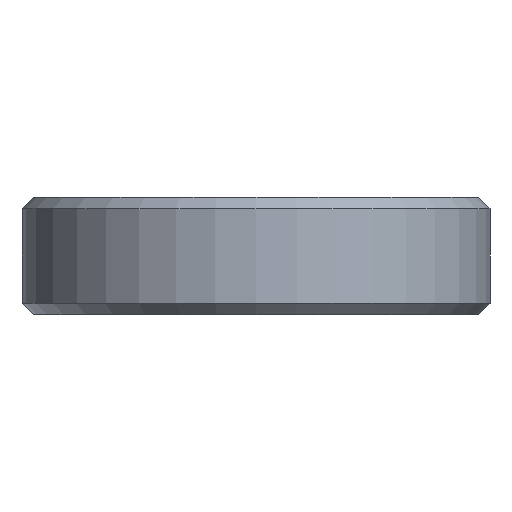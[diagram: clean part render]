
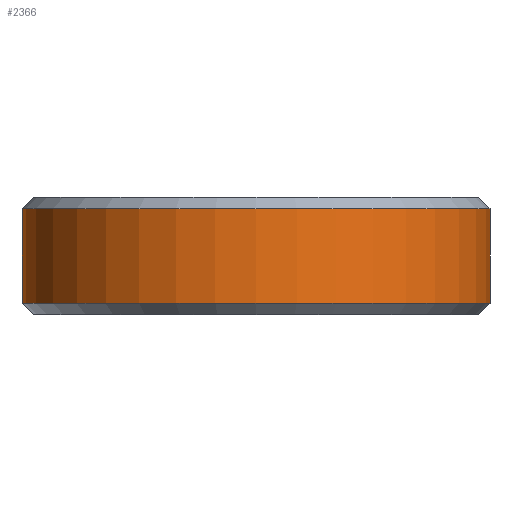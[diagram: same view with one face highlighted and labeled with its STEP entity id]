
A CAD part, left-side view. The second image highlights one B-rep face of the part: STEP entity #2366.
In plain terms, the highlighted cylindrical face has radius 6.25 mm (diameter 12.5 mm), a partial arc.
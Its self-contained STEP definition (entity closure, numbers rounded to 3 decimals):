
#382 = CONICAL_SURFACE('',#383,6.25,0.785);
#383 = AXIS2_PLACEMENT_3D('',#384,#385,#386);
#384 = CARTESIAN_POINT('',(0.,0.,0.3));
#385 = DIRECTION('',(0.,0.,1.));
#386 = DIRECTION('',(0.,1.,0.));
#1271 = VERTEX_POINT('',#1272);
#1272 = CARTESIAN_POINT('',(0.,-6.25,0.3));
#1307 = PLANE('',#1308);
#1308 = AXIS2_PLACEMENT_3D('',#1309,#1310,#1311);
#1309 = CARTESIAN_POINT('',(137.5,-6.25,0.));
#1310 = DIRECTION('',(0.,-1.,0.));
#1311 = DIRECTION('',(-1.,0.,0.));
#1325 = VERTEX_POINT('',#1326);
#1326 = CARTESIAN_POINT('',(0.,6.25,0.3));
#1346 = EDGE_CURVE('',#1325,#1271,#1347,.T.);
#1347 = SURFACE_CURVE('',#1348,(#1353,#1360),.PCURVE_S1.);
#1348 = CIRCLE('',#1349,6.25);
#1349 = AXIS2_PLACEMENT_3D('',#1350,#1351,#1352);
#1350 = CARTESIAN_POINT('',(0.,0.,0.3));
#1351 = DIRECTION('',(0.,-0.,1.));
#1352 = DIRECTION('',(0.,1.,0.));
#1353 = PCURVE('',#382,#1354);
#1354 = DEFINITIONAL_REPRESENTATION('',(#1355),#1359);
#1355 = LINE('',#1356,#1357);
#1356 = CARTESIAN_POINT('',(0.,-0.));
#1357 = VECTOR('',#1358,1.);
#1358 = DIRECTION('',(1.,-0.));
#1359 = ( GEOMETRIC_REPRESENTATION_CONTEXT(2) 
PARAMETRIC_REPRESENTATION_CONTEXT() REPRESENTATION_CONTEXT('2D SPACE',''
  ) );
#1360 = PCURVE('',#1361,#1366);
#1361 = CYLINDRICAL_SURFACE('',#1362,6.25);
#1362 = AXIS2_PLACEMENT_3D('',#1363,#1364,#1365);
#1363 = CARTESIAN_POINT('',(0.,0.,0.));
#1364 = DIRECTION('',(-0.,-0.,-1.));
#1365 = DIRECTION('',(1.,0.,0.));
#1366 = DEFINITIONAL_REPRESENTATION('',(#1367),#1371);
#1367 = LINE('',#1368,#1369);
#1368 = CARTESIAN_POINT('',(-1.571,-0.3));
#1369 = VECTOR('',#1370,1.);
#1370 = DIRECTION('',(-1.,0.));
#1371 = ( GEOMETRIC_REPRESENTATION_CONTEXT(2) 
PARAMETRIC_REPRESENTATION_CONTEXT() REPRESENTATION_CONTEXT('2D SPACE',''
  ) );
#1393 = PLANE('',#1394);
#1394 = AXIS2_PLACEMENT_3D('',#1395,#1396,#1397);
#1395 = CARTESIAN_POINT('',(137.5,6.25,0.));
#1396 = DIRECTION('',(0.,-1.,0.));
#1397 = DIRECTION('',(-1.,0.,0.));
#2318 = VERTEX_POINT('',#2319);
#2319 = CARTESIAN_POINT('',(0.,-6.25,2.825));
#2345 = EDGE_CURVE('',#1271,#2318,#2346,.T.);
#2346 = SURFACE_CURVE('',#2347,(#2351,#2358),.PCURVE_S1.);
#2347 = LINE('',#2348,#2349);
#2348 = CARTESIAN_POINT('',(0.,-6.25,0.));
#2349 = VECTOR('',#2350,1.);
#2350 = DIRECTION('',(0.,0.,1.));
#2351 = PCURVE('',#1307,#2352);
#2352 = DEFINITIONAL_REPRESENTATION('',(#2353),#2357);
#2353 = LINE('',#2354,#2355);
#2354 = CARTESIAN_POINT('',(137.5,0.));
#2355 = VECTOR('',#2356,1.);
#2356 = DIRECTION('',(0.,-1.));
#2357 = ( GEOMETRIC_REPRESENTATION_CONTEXT(2) 
PARAMETRIC_REPRESENTATION_CONTEXT() REPRESENTATION_CONTEXT('2D SPACE',''
  ) );
#2358 = PCURVE('',#1361,#2359);
#2359 = DEFINITIONAL_REPRESENTATION('',(#2360),#2364);
#2360 = LINE('',#2361,#2362);
#2361 = CARTESIAN_POINT('',(-4.712,0.));
#2362 = VECTOR('',#2363,1.);
#2363 = DIRECTION('',(-0.,-1.));
#2364 = ( GEOMETRIC_REPRESENTATION_CONTEXT(2) 
PARAMETRIC_REPRESENTATION_CONTEXT() REPRESENTATION_CONTEXT('2D SPACE',''
  ) );
#2366 = ADVANCED_FACE('',(#2367),#1361,.T.);
#2367 = FACE_BOUND('',#2368,.F.);
#2368 = EDGE_LOOP('',(#2369,#2392,#2419,#2420));
#2369 = ORIENTED_EDGE('',*,*,#2370,.T.);
#2370 = EDGE_CURVE('',#1325,#2371,#2373,.T.);
#2371 = VERTEX_POINT('',#2372);
#2372 = CARTESIAN_POINT('',(0.,6.25,2.825));
#2373 = SURFACE_CURVE('',#2374,(#2378,#2385),.PCURVE_S1.);
#2374 = LINE('',#2375,#2376);
#2375 = CARTESIAN_POINT('',(0.,6.25,0.));
#2376 = VECTOR('',#2377,1.);
#2377 = DIRECTION('',(0.,0.,1.));
#2378 = PCURVE('',#1361,#2379);
#2379 = DEFINITIONAL_REPRESENTATION('',(#2380),#2384);
#2380 = LINE('',#2381,#2382);
#2381 = CARTESIAN_POINT('',(-1.571,0.));
#2382 = VECTOR('',#2383,1.);
#2383 = DIRECTION('',(-0.,-1.));
#2384 = ( GEOMETRIC_REPRESENTATION_CONTEXT(2) 
PARAMETRIC_REPRESENTATION_CONTEXT() REPRESENTATION_CONTEXT('2D SPACE',''
  ) );
#2385 = PCURVE('',#1393,#2386);
#2386 = DEFINITIONAL_REPRESENTATION('',(#2387),#2391);
#2387 = LINE('',#2388,#2389);
#2388 = CARTESIAN_POINT('',(137.5,0.));
#2389 = VECTOR('',#2390,1.);
#2390 = DIRECTION('',(0.,-1.));
#2391 = ( GEOMETRIC_REPRESENTATION_CONTEXT(2) 
PARAMETRIC_REPRESENTATION_CONTEXT() REPRESENTATION_CONTEXT('2D SPACE',''
  ) );
#2392 = ORIENTED_EDGE('',*,*,#2393,.T.);
#2393 = EDGE_CURVE('',#2371,#2318,#2394,.T.);
#2394 = SURFACE_CURVE('',#2395,(#2400,#2407),.PCURVE_S1.);
#2395 = CIRCLE('',#2396,6.25);
#2396 = AXIS2_PLACEMENT_3D('',#2397,#2398,#2399);
#2397 = CARTESIAN_POINT('',(0.,0.,2.825));
#2398 = DIRECTION('',(0.,-0.,1.));
#2399 = DIRECTION('',(0.,1.,0.));
#2400 = PCURVE('',#1361,#2401);
#2401 = DEFINITIONAL_REPRESENTATION('',(#2402),#2406);
#2402 = LINE('',#2403,#2404);
#2403 = CARTESIAN_POINT('',(-1.571,-2.825));
#2404 = VECTOR('',#2405,1.);
#2405 = DIRECTION('',(-1.,0.));
#2406 = ( GEOMETRIC_REPRESENTATION_CONTEXT(2) 
PARAMETRIC_REPRESENTATION_CONTEXT() REPRESENTATION_CONTEXT('2D SPACE',''
  ) );
#2407 = PCURVE('',#2408,#2413);
#2408 = CONICAL_SURFACE('',#2409,6.25,0.785);
#2409 = AXIS2_PLACEMENT_3D('',#2410,#2411,#2412);
#2410 = CARTESIAN_POINT('',(0.,0.,2.825));
#2411 = DIRECTION('',(-0.,-0.,-1.));
#2412 = DIRECTION('',(0.,1.,0.));
#2413 = DEFINITIONAL_REPRESENTATION('',(#2414),#2418);
#2414 = LINE('',#2415,#2416);
#2415 = CARTESIAN_POINT('',(-0.,-0.));
#2416 = VECTOR('',#2417,1.);
#2417 = DIRECTION('',(-1.,-0.));
#2418 = ( GEOMETRIC_REPRESENTATION_CONTEXT(2) 
PARAMETRIC_REPRESENTATION_CONTEXT() REPRESENTATION_CONTEXT('2D SPACE',''
  ) );
#2419 = ORIENTED_EDGE('',*,*,#2345,.F.);
#2420 = ORIENTED_EDGE('',*,*,#1346,.F.);
